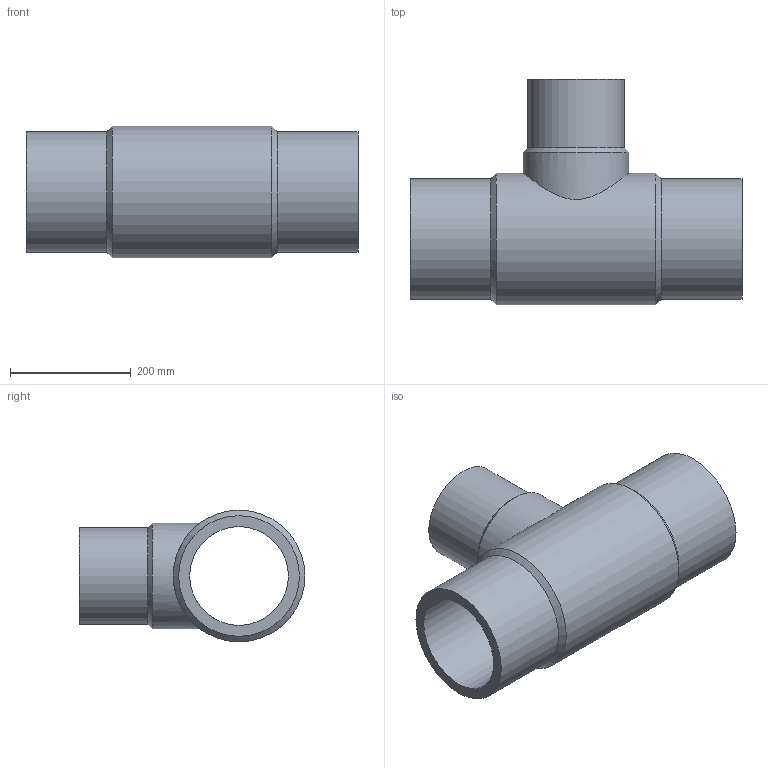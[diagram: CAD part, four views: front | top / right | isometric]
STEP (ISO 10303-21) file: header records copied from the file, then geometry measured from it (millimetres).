
FILE_DESCRIPTION (( 'STEP AP203' ), '1' );
FILE_NAME ('581247585.STEP', '2017-07-28T13:32:40', ( '' ), ( '' ), 'SwSTEP 2.0', 'SolidWorks 2017', '' );
FILE_SCHEMA (( 'CONFIG_CONTROL_DESIGN' ));
Length unit declared in the file: inch
Products named in the file (1): 581247585
Bounding box: 550 x 374.1 x 218.2 mm (x, y, z)
Volume: 8301102.4 mm3; surface area: 809266.6 mm2
Topology: 1 solids, 1 shells, 13 faces, 30 edges, 19 vertices
Faces by surface type: cylinder 7, plane 3, cone 3
Full cylindrical faces by diameter (mm): 130.8 x1, 160 x1, 163.6 x1, 174.6 x1, 200 x2, 218.2 x1
Entity records: 715 total; most frequent: CARTESIAN_POINT 402, DIRECTION 52, EDGE_LOOP 28, ORIENTED_EDGE 28, AXIS2_PLACEMENT_3D 26, FACE_OUTER_BOUND 20, VERTEX_POINT 14, EDGE_CURVE 14
